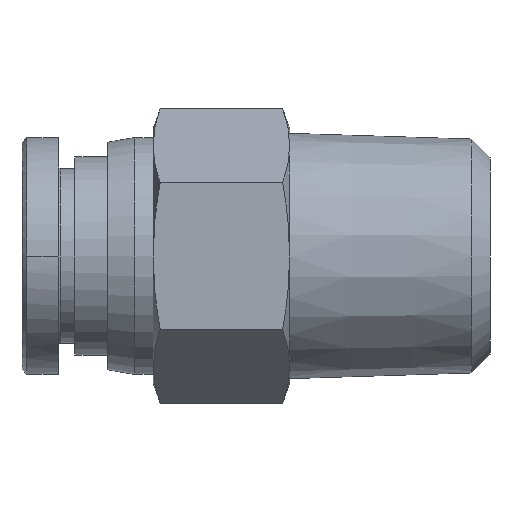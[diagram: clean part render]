
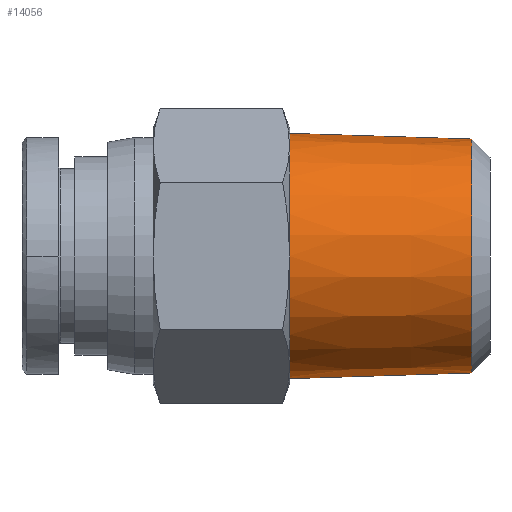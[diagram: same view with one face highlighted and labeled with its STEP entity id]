
A CAD part, left-side view. The second image highlights one B-rep face of the part: STEP entity #14056.
In plain terms, the highlighted conical face has half-angle 1.791 degrees and reference radius 6.562 mm.
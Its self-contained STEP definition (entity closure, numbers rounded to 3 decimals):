
#432=CARTESIAN_POINT('',(-6.422,-17.5,0.));
#433=VERTEX_POINT('',#432);
#434=CARTESIAN_POINT('',(-6.734,-7.5,0.0));
#435=VERTEX_POINT('',#434);
#436=CARTESIAN_POINT('',(-6.422,-17.5,0.));
#437=DIRECTION('',(-0.031,1.,0.));
#438=VECTOR('',#437,10.005);
#439=LINE('',#436,#438);
#440=EDGE_CURVE('',#433,#435,#439,.T.);
#442=CARTESIAN_POINT('',(6.422,-17.5,0.));
#443=VERTEX_POINT('',#442);
#451=CARTESIAN_POINT('',(6.734,-7.5,0.));
#452=VERTEX_POINT('',#451);
#453=CARTESIAN_POINT('',(6.734,-7.5,0.));
#454=DIRECTION('',(-0.031,-1.,0.));
#455=VECTOR('',#454,10.005);
#456=LINE('',#453,#455);
#457=EDGE_CURVE('',#452,#443,#456,.T.);
#497=CARTESIAN_POINT('',(0.0,-17.5,0.));
#498=DIRECTION('',(0.0,-1.0,0.0));
#499=DIRECTION('',(1.0,0.0,0.0));
#500=AXIS2_PLACEMENT_3D('',#497,#498,#499);
#501=CIRCLE('',#500,6.422);
#502=EDGE_CURVE('',#433,#443,#501,.T.);
#14039=CARTESIAN_POINT('',(0.0,-13.0,0.0));
#14040=DIRECTION('',(0.0,1.0,0.0));
#14041=DIRECTION('',(-1.0,0.0,0.0));
#14042=AXIS2_PLACEMENT_3D('',#14039,#14040,#14041);
#14043=CONICAL_SURFACE('',#14042,6.563,1.791);
#14044=ORIENTED_EDGE('',*,*,#440,.T.);
#14045=CARTESIAN_POINT('',(0.0,-7.5,0.0));
#14046=DIRECTION('',(0.0,1.0,0.0));
#14047=DIRECTION('',(-1.0,0.0,0.0));
#14048=AXIS2_PLACEMENT_3D('',#14045,#14046,#14047);
#14049=CIRCLE('',#14048,6.734);
#14050=EDGE_CURVE('',#452,#435,#14049,.T.);
#14051=ORIENTED_EDGE('',*,*,#14050,.F.);
#14052=ORIENTED_EDGE('',*,*,#457,.T.);
#14053=ORIENTED_EDGE('',*,*,#502,.F.);
#14054=EDGE_LOOP('',(#14044,#14051,#14052,#14053));
#14055=FACE_OUTER_BOUND('',#14054,.T.);
#14056=ADVANCED_FACE('',(#14055),#14043,.T.);
